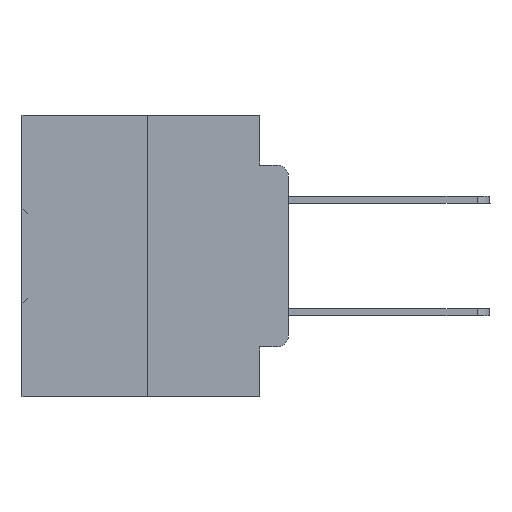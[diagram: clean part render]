
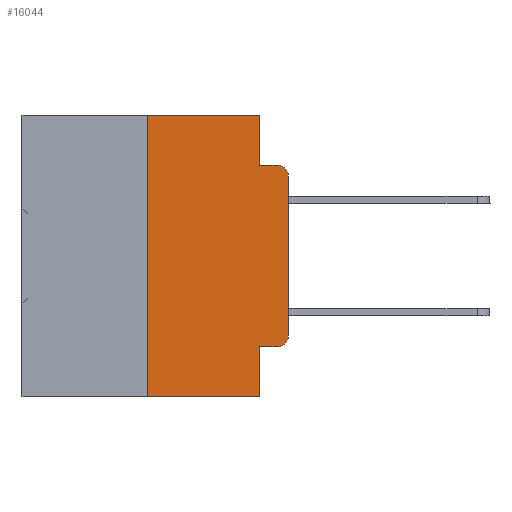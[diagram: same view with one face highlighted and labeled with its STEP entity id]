
A CAD part, left-side view. The second image highlights one B-rep face of the part: STEP entity #16044.
In plain terms, the highlighted planar face has unit normal (-1, 0, 0).
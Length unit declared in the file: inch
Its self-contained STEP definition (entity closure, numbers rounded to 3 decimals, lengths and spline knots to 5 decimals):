
#51 = PLANE ( 'NONE',  #24782 ) ;
#422 = CARTESIAN_POINT ( 'NONE',  ( 0., 0.02, -0.4115 ) ) ;
#510 = EDGE_CURVE ( 'NONE', #1815, #1407, #18975, .T. ) ;
#853 = CARTESIAN_POINT ( 'NONE',  ( 0., 0., -0.1085 ) ) ;
#1278 = EDGE_CURVE ( 'NONE', #32862, #23874, #23409, .T. ) ;
#1384 = DIRECTION ( 'NONE',  ( 0., 0., -1. ) ) ;
#1407 = VERTEX_POINT ( 'NONE', #21655 ) ;
#1511 = VERTEX_POINT ( 'NONE', #20297 ) ;
#1815 = VERTEX_POINT ( 'NONE', #853 ) ;
#1919 = ORIENTED_EDGE ( 'NONE', *, *, #5042, .T. ) ;
#1928 = DIRECTION ( 'NONE',  ( 0., -1., 0. ) ) ;
#1998 = VERTEX_POINT ( 'NONE', #422 ) ;
#3322 = EDGE_CURVE ( 'NONE', #1511, #26459, #35529, .T. ) ;
#3371 = ORIENTED_EDGE ( 'NONE', *, *, #1278, .F. ) ;
#3591 = CARTESIAN_POINT ( 'NONE',  ( 0., 0.473, -0.5 ) ) ;
#3659 = CARTESIAN_POINT ( 'NONE',  ( 0., 0., 0. ) ) ;
#4087 = CARTESIAN_POINT ( 'NONE',  ( 0., 0.051, -0.5 ) ) ;
#4095 = CARTESIAN_POINT ( 'NONE',  ( 0., 0.02, -0.3915 ) ) ;
#4598 = EDGE_CURVE ( 'NONE', #24161, #23431, #33467, .T. ) ;
#5042 = EDGE_CURVE ( 'NONE', #32862, #26459, #13056, .T. ) ;
#7043 = DIRECTION ( 'NONE',  ( 0., 0., -1. ) ) ;
#7988 = AXIS2_PLACEMENT_3D ( 'NONE', #4095, #24517, #7043 ) ;
#9273 = EDGE_CURVE ( 'NONE', #1511, #1998, #19137, .T. ) ;
#10600 = ORIENTED_EDGE ( 'NONE', *, *, #510, .T. ) ;
#10640 = ORIENTED_EDGE ( 'NONE', *, *, #3322, .F. ) ;
#12046 = DIRECTION ( 'NONE',  ( 1., 0., 0. ) ) ;
#12422 = ORIENTED_EDGE ( 'NONE', *, *, #14447, .F. ) ;
#12451 = VECTOR ( 'NONE', #35657, 39.37008 ) ;
#12498 = EDGE_CURVE ( 'NONE', #23874, #24161, #19139, .T. ) ;
#12627 = LINE ( 'NONE', #13072, #13553 ) ;
#12656 = ORIENTED_EDGE ( 'NONE', *, *, #32621, .T. ) ;
#13056 = LINE ( 'NONE', #3591, #34325 ) ;
#13072 = CARTESIAN_POINT ( 'NONE',  ( 0., 0.051, -0.0885 ) ) ;
#13099 = VERTEX_POINT ( 'NONE', #25089 ) ;
#13553 = VECTOR ( 'NONE', #16005, 39.37008 ) ;
#14447 = EDGE_CURVE ( 'NONE', #23431, #1407, #12627, .T. ) ;
#15746 = LINE ( 'NONE', #3659, #23404 ) ;
#15751 = VECTOR ( 'NONE', #25512, 39.37008 ) ;
#16005 = DIRECTION ( 'NONE',  ( 0., -1., 0. ) ) ;
#16044 = ADVANCED_FACE ( 'NONE', ( #25255 ), #51, .F. ) ;
#16204 = CARTESIAN_POINT ( 'NONE',  ( 0., 0.25, 0. ) ) ;
#16599 = CARTESIAN_POINT ( 'NONE',  ( 0., 0.25, -0.5 ) ) ;
#16752 = DIRECTION ( 'NONE',  ( -1., 0., 0. ) ) ;
#18200 = ORIENTED_EDGE ( 'NONE', *, *, #9273, .T. ) ;
#18847 = ORIENTED_EDGE ( 'NONE', *, *, #28247, .T. ) ;
#18975 = CIRCLE ( 'NONE', #26584, 0.02 ) ;
#19137 = LINE ( 'NONE', #31939, #33616 ) ;
#19139 = LINE ( 'NONE', #19551, #26825 ) ;
#19458 = ORIENTED_EDGE ( 'NONE', *, *, #4598, .F. ) ;
#19536 = EDGE_LOOP ( 'NONE', ( #12656, #10600, #12422, #19458, #31456, #3371, #1919, #10640, #18200, #18847 ) ) ;
#19551 = CARTESIAN_POINT ( 'NONE',  ( 0., 0.473, 0. ) ) ;
#20297 = CARTESIAN_POINT ( 'NONE',  ( 0., 0.051, -0.4115 ) ) ;
#21655 = CARTESIAN_POINT ( 'NONE',  ( 0., 0.02, -0.0885 ) ) ;
#23404 = VECTOR ( 'NONE', #24081, 39.37008 ) ;
#23409 = LINE ( 'NONE', #25569, #15751 ) ;
#23431 = VERTEX_POINT ( 'NONE', #25826 ) ;
#23546 = DIRECTION ( 'NONE',  ( 0., 0., -1. ) ) ;
#23874 = VERTEX_POINT ( 'NONE', #16204 ) ;
#24081 = DIRECTION ( 'NONE',  ( 0., 0., 1. ) ) ;
#24161 = VERTEX_POINT ( 'NONE', #31954 ) ;
#24517 = DIRECTION ( 'NONE',  ( -1., 0., 0. ) ) ;
#24782 = AXIS2_PLACEMENT_3D ( 'NONE', #26490, #12046, #32307 ) ;
#25089 = CARTESIAN_POINT ( 'NONE',  ( 0., 0., -0.3915 ) ) ;
#25255 = FACE_OUTER_BOUND ( 'NONE', #19536, .T. ) ;
#25512 = DIRECTION ( 'NONE',  ( 0., 0., 1. ) ) ;
#25569 = CARTESIAN_POINT ( 'NONE',  ( 0., 0.25, 0. ) ) ;
#25761 = VECTOR ( 'NONE', #23546, 39.37008 ) ;
#25801 = CARTESIAN_POINT ( 'NONE',  ( 0., 0.02, -0.1085 ) ) ;
#25826 = CARTESIAN_POINT ( 'NONE',  ( 0., 0.051, -0.0885 ) ) ;
#26459 = VERTEX_POINT ( 'NONE', #4087 ) ;
#26490 = CARTESIAN_POINT ( 'NONE',  ( 0., 0.473, 0. ) ) ;
#26584 = AXIS2_PLACEMENT_3D ( 'NONE', #25801, #16752, #1384 ) ;
#26825 = VECTOR ( 'NONE', #1928, 39.37008 ) ;
#28247 = EDGE_CURVE ( 'NONE', #1998, #13099, #37161, .T. ) ;
#31204 = DIRECTION ( 'NONE',  ( 0., -1., 0. ) ) ;
#31456 = ORIENTED_EDGE ( 'NONE', *, *, #12498, .F. ) ;
#31939 = CARTESIAN_POINT ( 'NONE',  ( 0., 0.051, -0.4115 ) ) ;
#31954 = CARTESIAN_POINT ( 'NONE',  ( 0., 0.051, 0. ) ) ;
#32307 = DIRECTION ( 'NONE',  ( 0., 0., -1. ) ) ;
#32621 = EDGE_CURVE ( 'NONE', #13099, #1815, #15746, .T. ) ;
#32862 = VERTEX_POINT ( 'NONE', #16599 ) ;
#33467 = LINE ( 'NONE', #35087, #25761 ) ;
#33616 = VECTOR ( 'NONE', #34849, 39.37008 ) ;
#34325 = VECTOR ( 'NONE', #31204, 39.37008 ) ;
#34849 = DIRECTION ( 'NONE',  ( 0., -1., 0. ) ) ;
#35087 = CARTESIAN_POINT ( 'NONE',  ( 0., 0.051, 0. ) ) ;
#35529 = LINE ( 'NONE', #37042, #12451 ) ;
#35657 = DIRECTION ( 'NONE',  ( 0., 0., -1. ) ) ;
#37042 = CARTESIAN_POINT ( 'NONE',  ( 0., 0.051, 0. ) ) ;
#37161 = CIRCLE ( 'NONE', #7988, 0.02 ) ;
